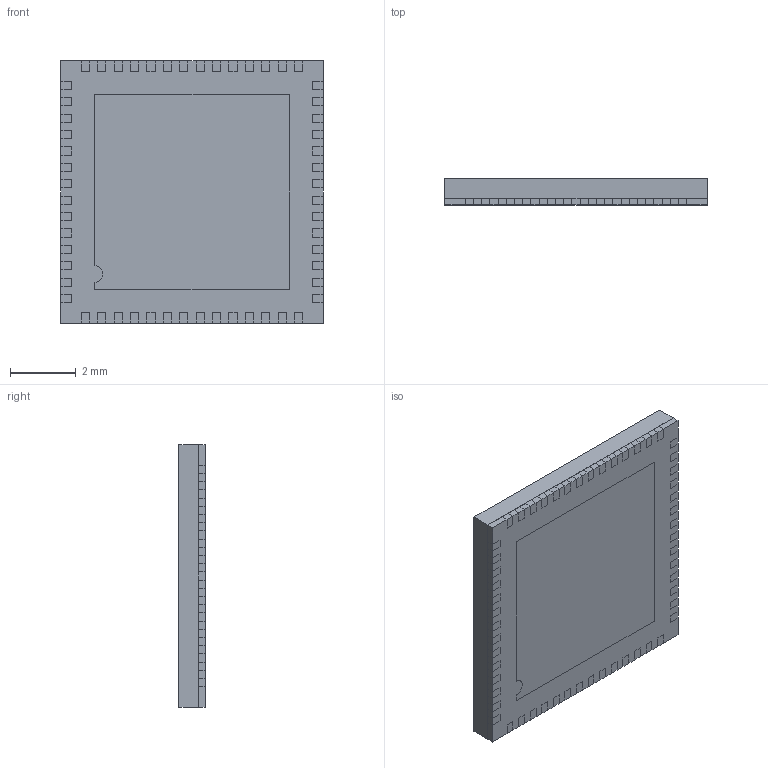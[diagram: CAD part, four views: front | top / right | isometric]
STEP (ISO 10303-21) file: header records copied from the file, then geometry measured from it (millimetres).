
FILE_DESCRIPTION (( 'STEP AP203' ), '1' );
FILE_NAME ('M-QFN56T.5-G3.STEP', '2017-09-08T06:35:54', ( '' ), ( '' ), 'SwSTEP 2.0', 'SolidWorks 2016', '' );
FILE_SCHEMA (( 'CONFIG_CONTROL_DESIGN' ));
Length unit declared in the file: millimetre
Products named in the file (3): M-QFN56T.5-G3; Lead Frame; Frame and Body
Assembly tree (2 placements, depth 2):
  M-QFN56T.5-G3
    Lead Frame
    Frame and Body
Bounding box: 8 x 0.8 x 8 mm (x, y, z)
Volume: 18.9 mm3; surface area: 255.1 mm2
Topology: 59 solids, 59 shells, 1210 faces, 2988 edges, 1896 vertices
Faces by surface type: plane 1165, cylinder 45
Entity records: 34975 total; most frequent: CARTESIAN_POINT 6117, ORIENTED_EDGE 5976, DIRECTION 5560, EDGE_CURVE 2988, VECTOR 2834, LINE 2834, VERTEX_POINT 1896, AXIS2_PLACEMENT_3D 1363
